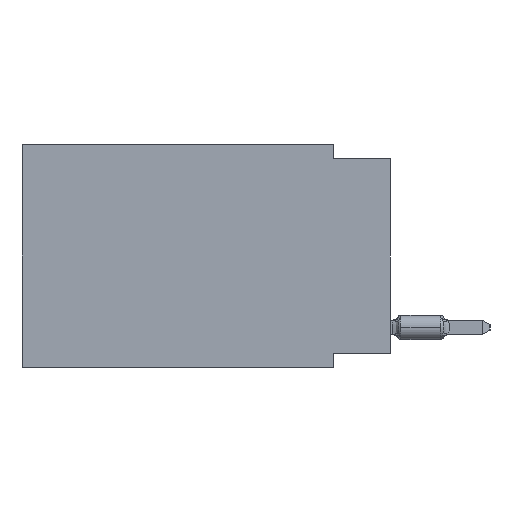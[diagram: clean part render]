
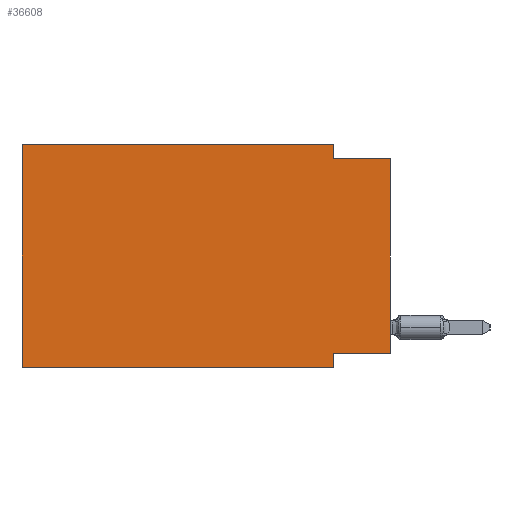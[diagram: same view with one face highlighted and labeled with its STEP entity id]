
A CAD part, left-side view. The second image highlights one B-rep face of the part: STEP entity #36608.
In plain terms, the highlighted planar face has unit normal (-1, 0, 0).
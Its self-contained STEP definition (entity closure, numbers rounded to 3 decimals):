
#560 = VERTEX_POINT ( 'NONE', #61818 ) ;
#720 = VECTOR ( 'NONE', #39495, 1000. ) ;
#1542 = ORIENTED_EDGE ( 'NONE', *, *, #50842, .F. ) ;
#1681 = VECTOR ( 'NONE', #55703, 1000. ) ;
#3402 = DIRECTION ( 'NONE',  ( 0., 0., 1. ) ) ;
#4537 = CARTESIAN_POINT ( 'NONE',  ( 0., 16.383, 0. ) ) ;
#4548 = CARTESIAN_POINT ( 'NONE',  ( 0., 16.383, -9.906 ) ) ;
#4726 = EDGE_CURVE ( 'NONE', #16415, #28773, #25062, .T. ) ;
#4817 = EDGE_CURVE ( 'NONE', #7754, #12012, #7591, .T. ) ;
#5865 = AXIS2_PLACEMENT_3D ( 'NONE', #4537, #24148, #19308 ) ;
#6915 = VECTOR ( 'NONE', #3402, 1000. ) ;
#7525 = CARTESIAN_POINT ( 'NONE',  ( 0., 2.54, 0. ) ) ;
#7591 = LINE ( 'NONE', #50890, #6915 ) ;
#7754 = VERTEX_POINT ( 'NONE', #32327 ) ;
#8854 = EDGE_LOOP ( 'NONE', ( #20805, #55815, #1542, #43293, #51421, #36323, #27396, #42767 ) ) ;
#10039 = LINE ( 'NONE', #39244, #57051 ) ;
#10398 = LINE ( 'NONE', #24865, #37158 ) ;
#10682 = CARTESIAN_POINT ( 'NONE',  ( 0., 2.54, -0.635 ) ) ;
#11568 = LINE ( 'NONE', #30862, #17621 ) ;
#11974 = VERTEX_POINT ( 'NONE', #28939 ) ;
#12012 = VERTEX_POINT ( 'NONE', #32787 ) ;
#14180 = FACE_OUTER_BOUND ( 'NONE', #8854, .T. ) ;
#16415 = VERTEX_POINT ( 'NONE', #17704 ) ;
#17621 = VECTOR ( 'NONE', #50694, 1000. ) ;
#17704 = CARTESIAN_POINT ( 'NONE',  ( 0., 0., -9.271 ) ) ;
#19308 = DIRECTION ( 'NONE',  ( 0., 0., -1. ) ) ;
#20805 = ORIENTED_EDGE ( 'NONE', *, *, #41015, .T. ) ;
#22879 = DIRECTION ( 'NONE',  ( 0., -1., 0. ) ) ;
#24148 = DIRECTION ( 'NONE',  ( 1., 0., 0. ) ) ;
#24865 = CARTESIAN_POINT ( 'NONE',  ( 0., 2.54, -9.906 ) ) ;
#25062 = LINE ( 'NONE', #34987, #1681 ) ;
#25191 = DIRECTION ( 'NONE',  ( 0., 0., -1. ) ) ;
#27396 = ORIENTED_EDGE ( 'NONE', *, *, #41674, .F. ) ;
#28773 = VERTEX_POINT ( 'NONE', #53832 ) ;
#28939 = CARTESIAN_POINT ( 'NONE',  ( 0., 0., -0.635 ) ) ;
#28965 = PLANE ( 'NONE',  #5865 ) ;
#30231 = CARTESIAN_POINT ( 'NONE',  ( 0., 16.383, 0. ) ) ;
#30862 = CARTESIAN_POINT ( 'NONE',  ( 0., 0., 0. ) ) ;
#32327 = CARTESIAN_POINT ( 'NONE',  ( 0., 16.383, -9.906 ) ) ;
#32787 = CARTESIAN_POINT ( 'NONE',  ( 0., 16.383, 0. ) ) ;
#33952 = VERTEX_POINT ( 'NONE', #10682 ) ;
#34371 = LINE ( 'NONE', #30231, #720 ) ;
#34831 = VERTEX_POINT ( 'NONE', #7525 ) ;
#34987 = CARTESIAN_POINT ( 'NONE',  ( 0., 0., -9.271 ) ) ;
#35148 = EDGE_CURVE ( 'NONE', #33952, #11974, #10039, .T. ) ;
#35363 = CARTESIAN_POINT ( 'NONE',  ( 0., 2.54, 0. ) ) ;
#35398 = EDGE_CURVE ( 'NONE', #12012, #34831, #34371, .T. ) ;
#36323 = ORIENTED_EDGE ( 'NONE', *, *, #47282, .T. ) ;
#36608 = ADVANCED_FACE ( 'NONE', ( #14180 ), #28965, .F. ) ;
#37158 = VECTOR ( 'NONE', #25191, 1000. ) ;
#39244 = CARTESIAN_POINT ( 'NONE',  ( 0., 0., -0.635 ) ) ;
#39495 = DIRECTION ( 'NONE',  ( 0., -1., 0. ) ) ;
#39561 = DIRECTION ( 'NONE',  ( 0., -1., 0. ) ) ;
#41015 = EDGE_CURVE ( 'NONE', #16415, #11974, #11568, .T. ) ;
#41674 = EDGE_CURVE ( 'NONE', #28773, #560, #10398, .T. ) ;
#42767 = ORIENTED_EDGE ( 'NONE', *, *, #4726, .F. ) ;
#43293 = ORIENTED_EDGE ( 'NONE', *, *, #35398, .F. ) ;
#45894 = DIRECTION ( 'NONE',  ( 0., 0., -1. ) ) ;
#47282 = EDGE_CURVE ( 'NONE', #7754, #560, #57494, .T. ) ;
#50694 = DIRECTION ( 'NONE',  ( 0., 0., 1. ) ) ;
#50842 = EDGE_CURVE ( 'NONE', #34831, #33952, #60033, .T. ) ;
#50890 = CARTESIAN_POINT ( 'NONE',  ( 0., 16.383, 0. ) ) ;
#51421 = ORIENTED_EDGE ( 'NONE', *, *, #4817, .F. ) ;
#53832 = CARTESIAN_POINT ( 'NONE',  ( 0., 2.54, -9.271 ) ) ;
#55703 = DIRECTION ( 'NONE',  ( 0., 1., 0. ) ) ;
#55815 = ORIENTED_EDGE ( 'NONE', *, *, #35148, .F. ) ;
#57051 = VECTOR ( 'NONE', #39561, 1000. ) ;
#57494 = LINE ( 'NONE', #4548, #62487 ) ;
#58541 = VECTOR ( 'NONE', #45894, 1000. ) ;
#60033 = LINE ( 'NONE', #35363, #58541 ) ;
#61818 = CARTESIAN_POINT ( 'NONE',  ( 0., 2.54, -9.906 ) ) ;
#62487 = VECTOR ( 'NONE', #22879, 1000. ) ;
